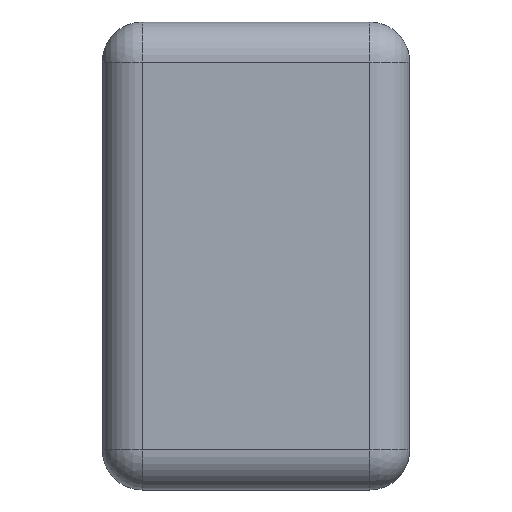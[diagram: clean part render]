
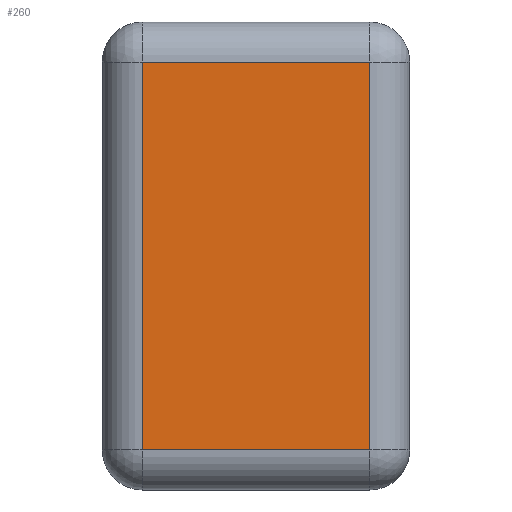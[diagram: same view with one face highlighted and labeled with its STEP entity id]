
A CAD part, left-side view. The second image highlights one B-rep face of the part: STEP entity #260.
In plain terms, the highlighted planar face has unit normal (-1, 0, 0).
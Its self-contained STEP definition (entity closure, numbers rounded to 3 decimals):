
#14 = DIRECTION ( 'NONE',  ( 0., 0., -1. ) ) ;
#40 = ORIENTED_EDGE ( 'NONE', *, *, #618, .T. ) ;
#43 = VECTOR ( 'NONE', #534, 1000. ) ;
#51 = FACE_OUTER_BOUND ( 'NONE', #569, .T. ) ;
#69 = DIRECTION ( 'NONE',  ( 0., 0., 1. ) ) ;
#71 = EDGE_CURVE ( 'NONE', #113, #250, #168, .T. ) ;
#113 = VERTEX_POINT ( 'NONE', #384 ) ;
#168 = LINE ( 'NONE', #327, #43 ) ;
#180 = CARTESIAN_POINT ( 'NONE',  ( -35., 11.5, 14.5 ) ) ;
#188 = ORIENTED_EDGE ( 'NONE', *, *, #362, .T. ) ;
#215 = CARTESIAN_POINT ( 'NONE',  ( -35., -8.5, -14.5 ) ) ;
#220 = PLANE ( 'NONE',  #631 ) ;
#239 = VERTEX_POINT ( 'NONE', #320 ) ;
#250 = VERTEX_POINT ( 'NONE', #424 ) ;
#260 = ADVANCED_FACE ( 'NONE', ( #51 ), #220, .F. ) ;
#314 = VECTOR ( 'NONE', #69, 1000. ) ;
#320 = CARTESIAN_POINT ( 'NONE',  ( -35., -8.5, 14.5 ) ) ;
#321 = VECTOR ( 'NONE', #442, 1000. ) ;
#324 = CARTESIAN_POINT ( 'NONE',  ( -35., 11.5, 17.5 ) ) ;
#327 = CARTESIAN_POINT ( 'NONE',  ( -35., 8.5, -17.5 ) ) ;
#330 = EDGE_CURVE ( 'NONE', #674, #239, #656, .T. ) ;
#339 = DIRECTION ( 'NONE',  ( 1., 0., 0. ) ) ;
#362 = EDGE_CURVE ( 'NONE', #239, #113, #435, .T. ) ;
#369 = DIRECTION ( 'NONE',  ( 0., -1., 0. ) ) ;
#384 = CARTESIAN_POINT ( 'NONE',  ( -35., 8.5, 14.5 ) ) ;
#420 = LINE ( 'NONE', #639, #422 ) ;
#422 = VECTOR ( 'NONE', #369, 1000. ) ;
#424 = CARTESIAN_POINT ( 'NONE',  ( -35., 8.5, -14.5 ) ) ;
#435 = LINE ( 'NONE', #180, #321 ) ;
#442 = DIRECTION ( 'NONE',  ( 0., 1., 0. ) ) ;
#443 = ORIENTED_EDGE ( 'NONE', *, *, #330, .T. ) ;
#464 = ORIENTED_EDGE ( 'NONE', *, *, #71, .T. ) ;
#534 = DIRECTION ( 'NONE',  ( 0., 0., -1. ) ) ;
#569 = EDGE_LOOP ( 'NONE', ( #443, #188, #464, #40 ) ) ;
#618 = EDGE_CURVE ( 'NONE', #250, #674, #420, .T. ) ;
#631 = AXIS2_PLACEMENT_3D ( 'NONE', #324, #339, #14 ) ;
#639 = CARTESIAN_POINT ( 'NONE',  ( -35., -11.5, -14.5 ) ) ;
#656 = LINE ( 'NONE', #659, #314 ) ;
#659 = CARTESIAN_POINT ( 'NONE',  ( -35., -8.5, 17.5 ) ) ;
#674 = VERTEX_POINT ( 'NONE', #215 ) ;
